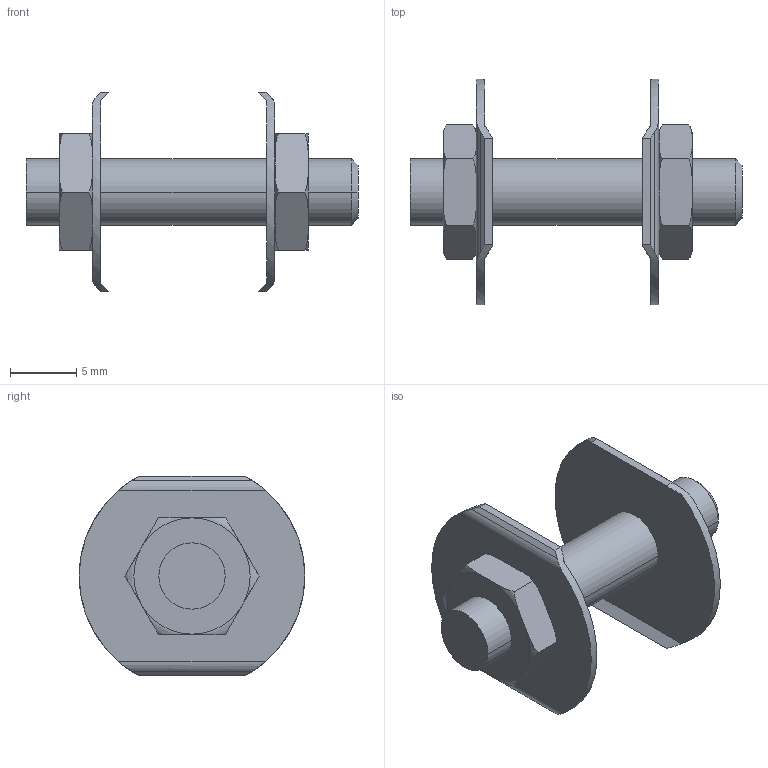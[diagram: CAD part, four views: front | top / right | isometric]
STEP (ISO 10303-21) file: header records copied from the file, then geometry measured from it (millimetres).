
FILE_DESCRIPTION( ( '' ), '1' );
FILE_NAME( 'K0101.05025 (Form A).stp', '2012-10-30T10:44:05', ( '' ), ( '' ), ' ', ' ', ' ' );
FILE_SCHEMA( ( 'CONFIG_CONTROL_DESIGN' ) );
Length unit declared in the file: millimetre
Products named in the file (1): 1
Bounding box: 25 x 17 x 15 mm (x, y, z)
Volume: 966 mm3; surface area: 1444.6 mm2
Topology: 1 solids, 1 shells, 75 faces, 178 edges, 112 vertices
Faces by surface type: plane 33, torus 24, cylinder 16, cone 2
Entity records: 2562 total; most frequent: CARTESIAN_POINT 838, ORIENTED_EDGE 356, DIRECTION 340, EDGE_CURVE 178, AXIS2_PLACEMENT_3D 142, VERTEX_POINT 112, EDGE_LOOP 82, ADVANCED_FACE 75
